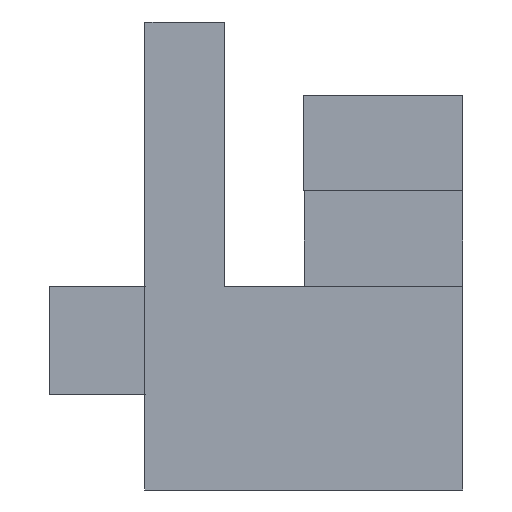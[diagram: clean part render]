
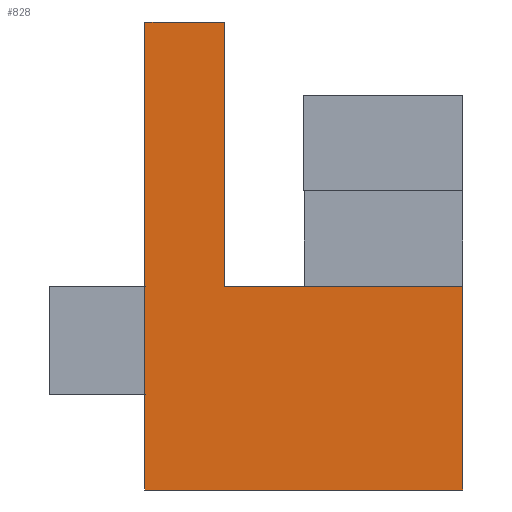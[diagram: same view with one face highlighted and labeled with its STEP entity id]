
A CAD part, left-side view. The second image highlights one B-rep face of the part: STEP entity #828.
In plain terms, the highlighted planar face has unit normal (-1, 0, 0).
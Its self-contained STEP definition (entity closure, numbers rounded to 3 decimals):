
#18=FACE_OUTER_BOUND('',#62,.T.);
#62=EDGE_LOOP('',(#555,#556,#557,#558,#559,#560,#561,#562));
#114=LINE('',#1164,#234);
#115=LINE('',#1166,#235);
#116=LINE('',#1168,#236);
#117=LINE('',#1170,#237);
#118=LINE('',#1172,#238);
#119=LINE('',#1174,#239);
#120=LINE('',#1176,#240);
#121=LINE('',#1177,#241);
#234=VECTOR('',#948,10.);
#235=VECTOR('',#949,10.);
#236=VECTOR('',#950,10.);
#237=VECTOR('',#951,10.);
#238=VECTOR('',#952,10.);
#239=VECTOR('',#953,10.);
#240=VECTOR('',#954,10.);
#241=VECTOR('',#955,10.);
#352=VERTEX_POINT('',#1162);
#353=VERTEX_POINT('',#1163);
#354=VERTEX_POINT('',#1165);
#355=VERTEX_POINT('',#1167);
#356=VERTEX_POINT('',#1169);
#357=VERTEX_POINT('',#1171);
#358=VERTEX_POINT('',#1173);
#359=VERTEX_POINT('',#1175);
#432=EDGE_CURVE('',#352,#353,#114,.T.);
#433=EDGE_CURVE('',#353,#354,#115,.T.);
#434=EDGE_CURVE('',#354,#355,#116,.T.);
#435=EDGE_CURVE('',#356,#355,#117,.T.);
#436=EDGE_CURVE('',#357,#356,#118,.T.);
#437=EDGE_CURVE('',#357,#358,#119,.T.);
#438=EDGE_CURVE('',#358,#359,#120,.T.);
#439=EDGE_CURVE('',#359,#352,#121,.T.);
#555=ORIENTED_EDGE('',*,*,#432,.T.);
#556=ORIENTED_EDGE('',*,*,#433,.T.);
#557=ORIENTED_EDGE('',*,*,#434,.T.);
#558=ORIENTED_EDGE('',*,*,#435,.F.);
#559=ORIENTED_EDGE('',*,*,#436,.F.);
#560=ORIENTED_EDGE('',*,*,#437,.T.);
#561=ORIENTED_EDGE('',*,*,#438,.T.);
#562=ORIENTED_EDGE('',*,*,#439,.T.);
#784=PLANE('',#886);
#828=ADVANCED_FACE('',(#18),#784,.F.);
#886=AXIS2_PLACEMENT_3D('',#1161,#946,#947);
#946=DIRECTION('center_axis',(1.,0.,0.));
#947=DIRECTION('ref_axis',(0.,1.,0.));
#948=DIRECTION('',(0.,1.,0.));
#949=DIRECTION('',(0.,0.,1.));
#950=DIRECTION('',(0.,1.,0.));
#951=DIRECTION('',(0.,0.,1.));
#952=DIRECTION('',(0.,0.,1.));
#953=DIRECTION('',(0.,0.,-1.));
#954=DIRECTION('',(0.,-1.,0.));
#955=DIRECTION('',(0.,0.,1.));
#1161=CARTESIAN_POINT('Origin',(-23.804,-10.007,0.));
#1162=CARTESIAN_POINT('',(-23.804,-10.007,3.4));
#1163=CARTESIAN_POINT('',(-23.804,-2.522,3.4));
#1164=CARTESIAN_POINT('',(-23.804,-0.018,3.4));
#1165=CARTESIAN_POINT('',(-23.804,-2.522,11.7));
#1166=CARTESIAN_POINT('',(-23.804,-2.522,0.));
#1167=CARTESIAN_POINT('',(-23.804,-0.018,11.7));
#1168=CARTESIAN_POINT('',(-23.804,-0.018,11.7));
#1169=CARTESIAN_POINT('',(-23.804,-0.018,3.4));
#1170=CARTESIAN_POINT('',(-23.804,-0.018,0.));
#1171=CARTESIAN_POINT('',(-23.804,-0.018,0.));
#1172=CARTESIAN_POINT('',(-23.804,-0.018,0.));
#1173=CARTESIAN_POINT('',(-23.804,-0.018,-3.));
#1174=CARTESIAN_POINT('',(-23.804,-0.018,0.));
#1175=CARTESIAN_POINT('',(-23.804,-10.007,-3.));
#1176=CARTESIAN_POINT('',(-23.804,-0.018,-3.));
#1177=CARTESIAN_POINT('',(-23.804,-10.007,0.));
